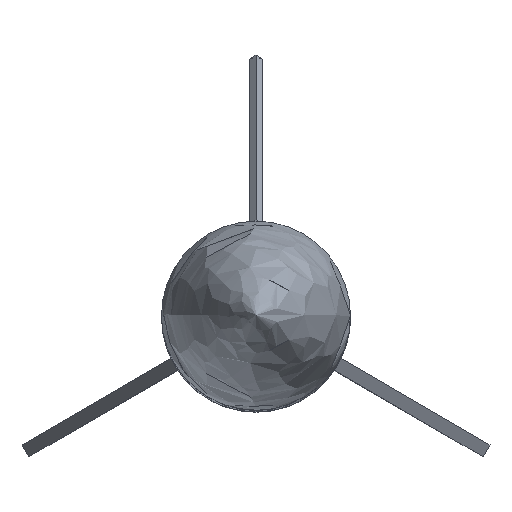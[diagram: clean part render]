
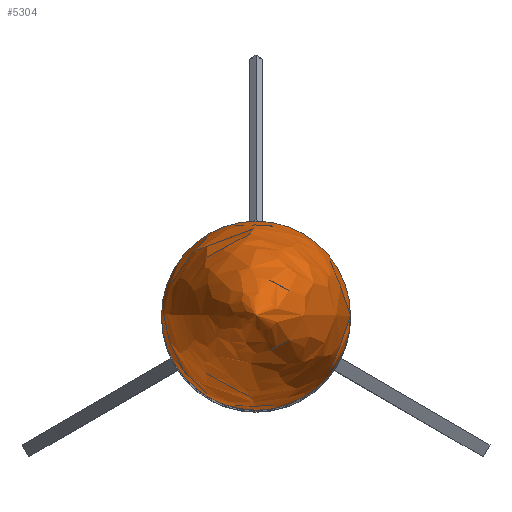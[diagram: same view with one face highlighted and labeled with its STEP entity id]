
A CAD part, top view. The second image highlights one B-rep face of the part: STEP entity #5304.
In plain terms, the highlighted free-form (B-spline) face has degree [2, 2] with [3, 9] control points.
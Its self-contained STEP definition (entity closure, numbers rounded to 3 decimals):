
#16=(
BOUNDED_SURFACE()
B_SPLINE_SURFACE(2,2,((#10085,#10086,#10087,#10088,#10089,#10090,#10091,
#10092,#10093),(#10094,#10095,#10096,#10097,#10098,#10099,#10100,#10101,
#10102),(#10103,#10104,#10105,#10106,#10107,#10108,#10109,#10110,#10111)),
 .UNSPECIFIED.,.F.,.T.,.F.)
B_SPLINE_SURFACE_WITH_KNOTS((3,3),(3,2,2,2,3),(-0.49,-0.047),
(-3.142,-1.571,0.,1.571,3.142),
 .UNSPECIFIED.)
GEOMETRIC_REPRESENTATION_ITEM()
RATIONAL_B_SPLINE_SURFACE(((1.,0.707,1.,0.707,1.,
0.707,1.,0.707,1.),(0.976,0.69,
0.976,0.69,0.976,0.69,
0.976,0.69,0.976),(1.,0.707,
1.,0.707,1.,0.707,1.,0.707,1.)))
REPRESENTATION_ITEM('')
SURFACE()
);
#550=FACE_OUTER_BOUND('',#890,.T.);
#890=EDGE_LOOP('',(#4198,#4199,#4200));
#1155=CIRCLE('',#5780,27.502);
#1156=CIRCLE('',#5781,235.943);
#2526=VERTEX_POINT('',#10112);
#2527=VERTEX_POINT('',#10114);
#3133=EDGE_CURVE('',#2526,#2526,#1155,.T.);
#3134=EDGE_CURVE('',#2526,#2527,#1156,.T.);
#4198=ORIENTED_EDGE('',*,*,#3133,.F.);
#4199=ORIENTED_EDGE('',*,*,#3134,.T.);
#4200=ORIENTED_EDGE('',*,*,#3134,.F.);
#5304=ADVANCED_FACE('',(#550),#16,.F.);
#5780=AXIS2_PLACEMENT_3D('',#10113,#6554,#6555);
#5781=AXIS2_PLACEMENT_3D('',#10115,#6556,#6557);
#6554=DIRECTION('center_axis',(0.,0.,1.));
#6555=DIRECTION('ref_axis',(1.,0.,0.));
#6556=DIRECTION('center_axis',(0.,-1.,0.));
#6557=DIRECTION('ref_axis',(-1.,0.,0.));
#10085=CARTESIAN_POINT('Ctrl Pts',(0.,0.,-100.));
#10086=CARTESIAN_POINT('Ctrl Pts',(0.,0.,-100.));
#10087=CARTESIAN_POINT('Ctrl Pts',(0.,0.,-100.));
#10088=CARTESIAN_POINT('Ctrl Pts',(0.,0.,-100.));
#10089=CARTESIAN_POINT('Ctrl Pts',(0.,0.,-100.));
#10090=CARTESIAN_POINT('Ctrl Pts',(0.,0.,-100.));
#10091=CARTESIAN_POINT('Ctrl Pts',(0.,0.,-100.));
#10092=CARTESIAN_POINT('Ctrl Pts',(0.,0.,-100.));
#10093=CARTESIAN_POINT('Ctrl Pts',(0.,0.,-100.));
#10094=CARTESIAN_POINT('Ctrl Pts',(-25.016,0.,-53.098));
#10095=CARTESIAN_POINT('Ctrl Pts',(-25.016,-25.016,
-53.098));
#10096=CARTESIAN_POINT('Ctrl Pts',(0.,-25.016,-53.098));
#10097=CARTESIAN_POINT('Ctrl Pts',(25.016,-25.016,-53.098));
#10098=CARTESIAN_POINT('Ctrl Pts',(25.016,0.,-53.098));
#10099=CARTESIAN_POINT('Ctrl Pts',(25.016,25.016,-53.098));
#10100=CARTESIAN_POINT('Ctrl Pts',(0.,25.016,-53.098));
#10101=CARTESIAN_POINT('Ctrl Pts',(-25.016,25.016,-53.098));
#10102=CARTESIAN_POINT('Ctrl Pts',(-25.016,0.,-53.098));
#10103=CARTESIAN_POINT('Ctrl Pts',(-27.502,0.,0.));
#10104=CARTESIAN_POINT('Ctrl Pts',(-27.502,-27.502,
0.));
#10105=CARTESIAN_POINT('Ctrl Pts',(0.,-27.502,0.));
#10106=CARTESIAN_POINT('Ctrl Pts',(27.502,-27.502,0.));
#10107=CARTESIAN_POINT('Ctrl Pts',(27.502,0.,0.));
#10108=CARTESIAN_POINT('Ctrl Pts',(27.502,27.502,0.));
#10109=CARTESIAN_POINT('Ctrl Pts',(0.,27.502,0.));
#10110=CARTESIAN_POINT('Ctrl Pts',(-27.502,27.502,0.));
#10111=CARTESIAN_POINT('Ctrl Pts',(-27.502,0.,0.));
#10112=CARTESIAN_POINT('',(-27.502,0.,0.));
#10113=CARTESIAN_POINT('Origin',(0.,0.,0.));
#10114=CARTESIAN_POINT('',(0.,0.,-100.));
#10115=CARTESIAN_POINT('Origin',(208.182,0.,11.037));
